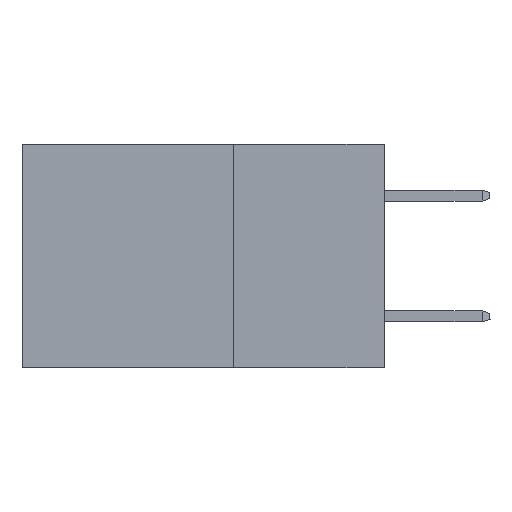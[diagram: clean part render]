
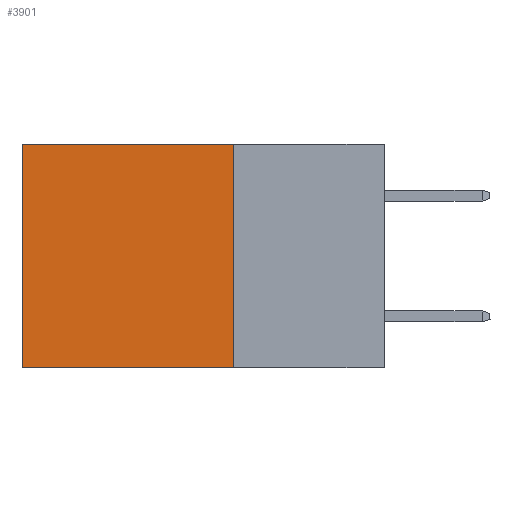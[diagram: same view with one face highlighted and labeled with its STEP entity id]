
A CAD part, left-side view. The second image highlights one B-rep face of the part: STEP entity #3901.
In plain terms, the highlighted planar face has unit normal (-1, 0, 0).
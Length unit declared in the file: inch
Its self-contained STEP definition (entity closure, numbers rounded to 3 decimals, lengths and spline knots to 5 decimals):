
#1301 = DIRECTION ( 'NONE',  ( 0., 1., 0. ) ) ;
#1515 = VECTOR ( 'NONE', #5905, 39.37008 ) ;
#2758 = VECTOR ( 'NONE', #5862, 39.37008 ) ;
#2960 = EDGE_CURVE ( 'NONE', #4744, #18284, #19454, .T. ) ;
#3369 = EDGE_LOOP ( 'NONE', ( #16124, #17377, #4632, #13179 ) ) ;
#3463 = VERTEX_POINT ( 'NONE', #4234 ) ;
#3901 = ADVANCED_FACE ( 'NONE', ( #15999 ), #17628, .F. ) ;
#3926 = VECTOR ( 'NONE', #16299, 39.37008 ) ;
#4234 = CARTESIAN_POINT ( 'NONE',  ( 0.2615, 0.6, -0.37 ) ) ;
#4364 = CARTESIAN_POINT ( 'NONE',  ( 0.2615, 0.25, -0.37 ) ) ;
#4632 = ORIENTED_EDGE ( 'NONE', *, *, #2960, .F. ) ;
#4744 = VERTEX_POINT ( 'NONE', #10313 ) ;
#5862 = DIRECTION ( 'NONE',  ( 0., 0., -1. ) ) ;
#5905 = DIRECTION ( 'NONE',  ( 0., 1., 0. ) ) ;
#6143 = LINE ( 'NONE', #11988, #6646 ) ;
#6355 = LINE ( 'NONE', #8951, #2758 ) ;
#6646 = VECTOR ( 'NONE', #1301, 39.37008 ) ;
#7005 = CARTESIAN_POINT ( 'NONE',  ( 0.2615, 0.25, -0.37 ) ) ;
#8951 = CARTESIAN_POINT ( 'NONE',  ( 0.2615, 0.6, -0.37 ) ) ;
#10313 = CARTESIAN_POINT ( 'NONE',  ( 0.2615, 0.25, 0. ) ) ;
#10718 = EDGE_CURVE ( 'NONE', #11428, #3463, #6355, .T. ) ;
#11428 = VERTEX_POINT ( 'NONE', #13493 ) ;
#11444 = EDGE_CURVE ( 'NONE', #18284, #3463, #17164, .T. ) ;
#11988 = CARTESIAN_POINT ( 'NONE',  ( 0.2615, 0.25, 0. ) ) ;
#13053 = AXIS2_PLACEMENT_3D ( 'NONE', #17511, #17499, #17495 ) ;
#13179 = ORIENTED_EDGE ( 'NONE', *, *, #14947, .T. ) ;
#13493 = CARTESIAN_POINT ( 'NONE',  ( 0.2615, 0.6, 0. ) ) ;
#14947 = EDGE_CURVE ( 'NONE', #4744, #11428, #6143, .T. ) ;
#15999 = FACE_OUTER_BOUND ( 'NONE', #3369, .T. ) ;
#16124 = ORIENTED_EDGE ( 'NONE', *, *, #10718, .T. ) ;
#16299 = DIRECTION ( 'NONE',  ( 0., 0., -1. ) ) ;
#16419 = CARTESIAN_POINT ( 'NONE',  ( 0.2615, 0.25, -0.37 ) ) ;
#17164 = LINE ( 'NONE', #4364, #1515 ) ;
#17377 = ORIENTED_EDGE ( 'NONE', *, *, #11444, .F. ) ;
#17495 = DIRECTION ( 'NONE',  ( 0., 0., -1. ) ) ;
#17499 = DIRECTION ( 'NONE',  ( 1., 0., 0. ) ) ;
#17511 = CARTESIAN_POINT ( 'NONE',  ( 0.2615, 0.25, -0.37 ) ) ;
#17628 = PLANE ( 'NONE',  #13053 ) ;
#18284 = VERTEX_POINT ( 'NONE', #7005 ) ;
#19454 = LINE ( 'NONE', #16419, #3926 ) ;
